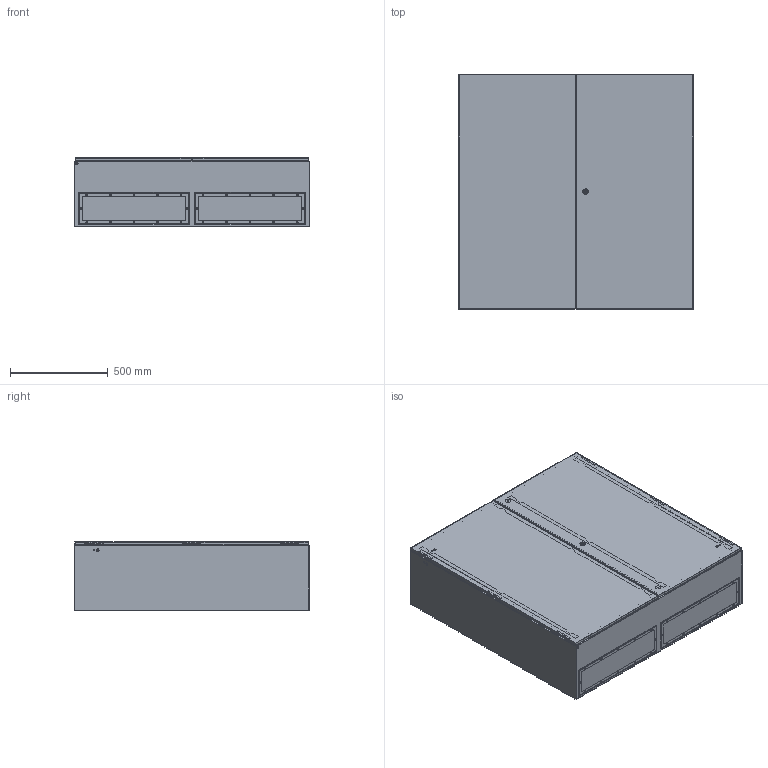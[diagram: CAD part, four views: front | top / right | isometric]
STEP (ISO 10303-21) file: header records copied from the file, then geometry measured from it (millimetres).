
FILE_DESCRIPTION (( 'STEP AP214' ), '1' );
FILE_NAME ('3331-1212-35-17.step', '2023-12-20T12:40:12', ( '' ), ( '' ), 'SwSTEP 2.0', 'SolidWorks 2019', '' );
FILE_SCHEMA (( 'AUTOMOTIVE_DESIGN' ));
Length unit declared in the file: millimetre
Products named in the file (8): Tuer_lp_wg_3331-1212-01-97; Montageplatte_wg_0331-1212-00-13; 3331-1212-35-17; Korpus_wg_1212-35; Tuer2_wg_3331-1212-05-97; Montageplattenbeipack_wg_1212; Kabeleinfuehrungsplatte_wg_3080-7055-12-27; Tuer_gg_wg_3331-1212-02-97
Assembly tree (8 placements, depth 3):
  3331-1212-35-17
    Korpus_wg_1212-35
    Tuer2_wg_3331-1212-05-97
      Tuer_gg_wg_3331-1212-02-97
      Tuer_lp_wg_3331-1212-01-97
    Kabeleinfuehrungsplatte_wg_3080-7055-12-27  x2
    Montageplatte_wg_0331-1212-00-13
    Montageplattenbeipack_wg_1212
Bounding box: 1200 x 1203.1 x 356.5 mm (x, y, z)
Volume: 12099784.5 mm3; surface area: 12855486.6 mm2
Topology: 54 solids, 54 shells, 3303 faces, 8559 edges, 5517 vertices
Faces by surface type: plane 1871, cylinder 1080, cone 242, torus 60, sphere 34, bspline 16
Entity records: 108549 total; most frequent: CARTESIAN_POINT 24635, DIRECTION 15021, ORIENTED_EDGE 14718, EDGE_CURVE 7359, AXIS2_PLACEMENT_3D 5307, VERTEX_POINT 4773, VECTOR 4407, LINE 4407
